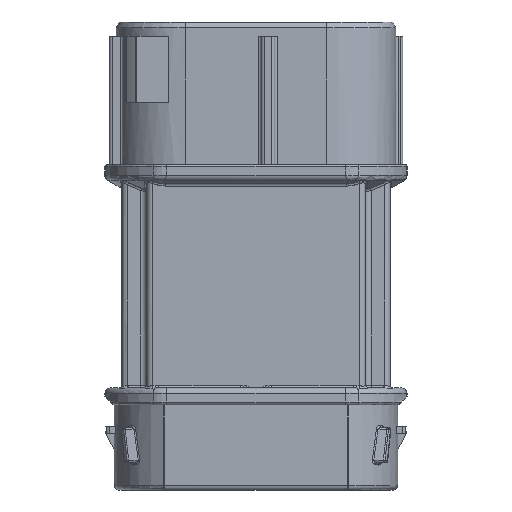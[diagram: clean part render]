
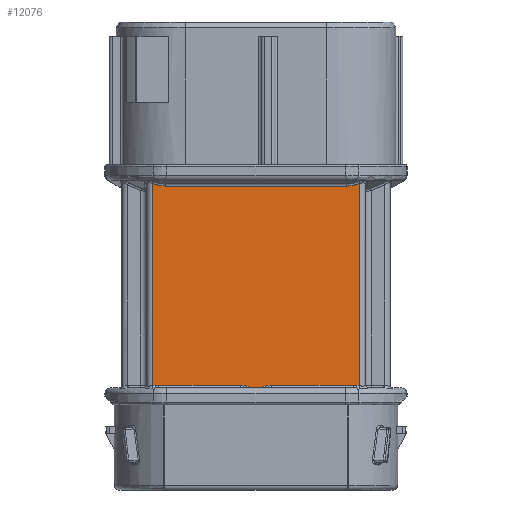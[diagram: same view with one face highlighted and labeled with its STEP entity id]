
A CAD part, front view. The second image highlights one B-rep face of the part: STEP entity #12076.
In plain terms, the highlighted planar face has unit normal (0, -1, 0).
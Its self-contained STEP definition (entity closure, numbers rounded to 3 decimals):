
#11596=B_SPLINE_CURVE_WITH_KNOTS('',3,(#44873,#44874,#44875,#44876),
 .UNSPECIFIED.,.F.,.F.,(4,4),(0.,1.),.UNSPECIFIED.);
#11597=B_SPLINE_CURVE_WITH_KNOTS('',3,(#44878,#44879,#44880,#44881),
 .UNSPECIFIED.,.F.,.F.,(4,4),(0.,1.),.UNSPECIFIED.);
#11598=B_SPLINE_CURVE_WITH_KNOTS('',3,(#44885,#44886,#44887,#44888),
 .UNSPECIFIED.,.F.,.F.,(4,4),(0.,1.),.UNSPECIFIED.);
#11599=B_SPLINE_CURVE_WITH_KNOTS('',3,(#44890,#44891,#44892,#44893),
 .UNSPECIFIED.,.F.,.F.,(4,4),(0.,1.),.UNSPECIFIED.);
#11600=B_SPLINE_CURVE_WITH_KNOTS('',3,(#44895,#44896,#44897,#44898),
 .UNSPECIFIED.,.F.,.F.,(4,4),(0.,1.),.UNSPECIFIED.);
#11601=B_SPLINE_CURVE_WITH_KNOTS('',3,(#44902,#44903,#44904,#44905),
 .UNSPECIFIED.,.F.,.F.,(4,4),(0.,1.),.UNSPECIFIED.);
#11602=B_SPLINE_CURVE_WITH_KNOTS('',3,(#44907,#44908,#44909,#44910),
 .UNSPECIFIED.,.F.,.F.,(4,4),(0.,1.),.UNSPECIFIED.);
#11603=B_SPLINE_CURVE_WITH_KNOTS('',3,(#44912,#44913,#44914,#44915),
 .UNSPECIFIED.,.F.,.F.,(4,4),(0.,1.),.UNSPECIFIED.);
#11604=B_SPLINE_CURVE_WITH_KNOTS('',3,(#44919,#44920,#44921,#44922),
 .UNSPECIFIED.,.F.,.F.,(4,4),(0.,1.),.UNSPECIFIED.);
#11605=B_SPLINE_CURVE_WITH_KNOTS('',3,(#44924,#44925,#44926,#44927),
 .UNSPECIFIED.,.F.,.F.,(4,4),(0.,1.),.UNSPECIFIED.);
#11606=B_SPLINE_CURVE_WITH_KNOTS('',3,(#44931,#44932,#44933,#44934),
 .UNSPECIFIED.,.F.,.F.,(4,4),(0.,1.),.UNSPECIFIED.);
#11607=B_SPLINE_CURVE_WITH_KNOTS('',3,(#44936,#44937,#44938,#44939),
 .UNSPECIFIED.,.F.,.F.,(4,4),(0.,1.),.UNSPECIFIED.);
#11608=B_SPLINE_CURVE_WITH_KNOTS('',3,(#44943,#44944,#44945,#44946),
 .UNSPECIFIED.,.F.,.F.,(4,4),(0.,1.),.UNSPECIFIED.);
#11609=B_SPLINE_CURVE_WITH_KNOTS('',3,(#44948,#44949,#44950,#44951),
 .UNSPECIFIED.,.F.,.F.,(4,4),(0.,1.),.UNSPECIFIED.);
#12076=ADVANCED_FACE('',(#14051),#13528,.F.);
#13528=PLANE('',#34577);
#14051=FACE_OUTER_BOUND('',#15507,.T.);
#15507=EDGE_LOOP('',(#20921,#20922,#20923,#20924,#20925,#20926,#20927,#20928,
#20929,#20930,#20931,#20932,#20933,#20934,#20935,#20936,#20937,#20938,#20939,
#20940));
#17187=LINE('',#44870,#18922);
#17188=LINE('',#44883,#18923);
#17189=LINE('',#44900,#18924);
#17190=LINE('',#44917,#18925);
#17191=LINE('',#44929,#18926);
#17192=LINE('',#44941,#18927);
#18922=VECTOR('',#37474,1.);
#18923=VECTOR('',#37475,1.);
#18924=VECTOR('',#37476,1.);
#18925=VECTOR('',#37477,1.);
#18926=VECTOR('',#37478,1.);
#18927=VECTOR('',#37479,1.);
#20921=ORIENTED_EDGE('',*,*,#30069,.T.);
#20922=ORIENTED_EDGE('',*,*,#30070,.T.);
#20923=ORIENTED_EDGE('',*,*,#30071,.T.);
#20924=ORIENTED_EDGE('',*,*,#30072,.T.);
#20925=ORIENTED_EDGE('',*,*,#30073,.T.);
#20926=ORIENTED_EDGE('',*,*,#30074,.T.);
#20927=ORIENTED_EDGE('',*,*,#30075,.F.);
#20928=ORIENTED_EDGE('',*,*,#30076,.T.);
#20929=ORIENTED_EDGE('',*,*,#30077,.F.);
#20930=ORIENTED_EDGE('',*,*,#30078,.T.);
#20931=ORIENTED_EDGE('',*,*,#30079,.T.);
#20932=ORIENTED_EDGE('',*,*,#30080,.T.);
#20933=ORIENTED_EDGE('',*,*,#30081,.T.);
#20934=ORIENTED_EDGE('',*,*,#30082,.T.);
#20935=ORIENTED_EDGE('',*,*,#30083,.T.);
#20936=ORIENTED_EDGE('',*,*,#30084,.T.);
#20937=ORIENTED_EDGE('',*,*,#30085,.T.);
#20938=ORIENTED_EDGE('',*,*,#30086,.T.);
#20939=ORIENTED_EDGE('',*,*,#30087,.T.);
#20940=ORIENTED_EDGE('',*,*,#30088,.T.);
#27922=VERTEX_POINT('',#44871);
#27923=VERTEX_POINT('',#44872);
#27924=VERTEX_POINT('',#44877);
#27925=VERTEX_POINT('',#44882);
#27926=VERTEX_POINT('',#44884);
#27927=VERTEX_POINT('',#44889);
#27928=VERTEX_POINT('',#44894);
#27929=VERTEX_POINT('',#44899);
#27930=VERTEX_POINT('',#44901);
#27931=VERTEX_POINT('',#44906);
#27932=VERTEX_POINT('',#44911);
#27933=VERTEX_POINT('',#44916);
#27934=VERTEX_POINT('',#44918);
#27935=VERTEX_POINT('',#44923);
#27936=VERTEX_POINT('',#44928);
#27937=VERTEX_POINT('',#44930);
#27938=VERTEX_POINT('',#44935);
#27939=VERTEX_POINT('',#44940);
#27940=VERTEX_POINT('',#44942);
#27941=VERTEX_POINT('',#44947);
#30069=EDGE_CURVE('',#27922,#27923,#17187,.T.);
#30070=EDGE_CURVE('',#27923,#27924,#11596,.T.);
#30071=EDGE_CURVE('',#27924,#27925,#11597,.T.);
#30072=EDGE_CURVE('',#27925,#27926,#17188,.T.);
#30073=EDGE_CURVE('',#27926,#27927,#11598,.T.);
#30074=EDGE_CURVE('',#27927,#27928,#11599,.T.);
#30075=EDGE_CURVE('',#27929,#27928,#11600,.T.);
#30076=EDGE_CURVE('',#27929,#27930,#17189,.T.);
#30077=EDGE_CURVE('',#27931,#27930,#11601,.T.);
#30078=EDGE_CURVE('',#27931,#27932,#11602,.T.);
#30079=EDGE_CURVE('',#27932,#27933,#11603,.T.);
#30080=EDGE_CURVE('',#27933,#27934,#17190,.T.);
#30081=EDGE_CURVE('',#27934,#27935,#11604,.T.);
#30082=EDGE_CURVE('',#27935,#27936,#11605,.T.);
#30083=EDGE_CURVE('',#27936,#27937,#17191,.T.);
#30084=EDGE_CURVE('',#27937,#27938,#11606,.T.);
#30085=EDGE_CURVE('',#27938,#27939,#11607,.T.);
#30086=EDGE_CURVE('',#27939,#27940,#17192,.T.);
#30087=EDGE_CURVE('',#27940,#27941,#11608,.T.);
#30088=EDGE_CURVE('',#27941,#27922,#11609,.T.);
#34577=AXIS2_PLACEMENT_3D('',#44952,#37480,#37481);
#37474=DIRECTION('',(0.,0.,-1.));
#37475=DIRECTION('',(1.,0.,0.));
#37476=DIRECTION('',(1.,0.,0.));
#37477=DIRECTION('',(1.,0.,0.));
#37478=DIRECTION('',(0.,0.,1.));
#37479=DIRECTION('',(-1.,0.,0.));
#37480=DIRECTION('',(0.,1.,0.));
#37481=DIRECTION('',(0.,0.,1.));
#44870=CARTESIAN_POINT('',(-11.35,-5.5,228.195));
#44871=CARTESIAN_POINT('',(-11.35,-5.5,21.71));
#44872=CARTESIAN_POINT('',(-11.35,-5.5,7.391));
#44873=CARTESIAN_POINT('',(-11.35,-5.5,7.391));
#44874=CARTESIAN_POINT('',(-11.285,-5.5,7.404));
#44875=CARTESIAN_POINT('',(-11.219,-5.5,7.413));
#44876=CARTESIAN_POINT('',(-11.154,-5.5,7.419));
#44877=CARTESIAN_POINT('',(-11.154,-5.5,7.419));
#44878=CARTESIAN_POINT('',(-11.154,-5.5,7.419));
#44879=CARTESIAN_POINT('',(-11.063,-5.5,7.428));
#44880=CARTESIAN_POINT('',(-10.972,-5.5,7.43));
#44881=CARTESIAN_POINT('',(-10.881,-5.5,7.43));
#44882=CARTESIAN_POINT('',(-10.881,-5.5,7.43));
#44883=CARTESIAN_POINT('',(-4.727,-5.5,7.43));
#44884=CARTESIAN_POINT('',(-5.119,-5.5,7.43));
#44885=CARTESIAN_POINT('',(-5.119,-5.5,7.43));
#44886=CARTESIAN_POINT('',(-5.028,-5.5,7.43));
#44887=CARTESIAN_POINT('',(-4.937,-5.5,7.428));
#44888=CARTESIAN_POINT('',(-4.846,-5.5,7.419));
#44889=CARTESIAN_POINT('',(-4.846,-5.5,7.419));
#44890=CARTESIAN_POINT('',(-4.846,-5.5,7.419));
#44891=CARTESIAN_POINT('',(-4.781,-5.5,7.413));
#44892=CARTESIAN_POINT('',(-4.715,-5.5,7.404));
#44893=CARTESIAN_POINT('',(-4.65,-5.5,7.391));
#44894=CARTESIAN_POINT('',(-4.65,-5.5,7.391));
#44895=CARTESIAN_POINT('',(-4.464,-5.5,7.23));
#44896=CARTESIAN_POINT('',(-4.527,-5.5,7.27));
#44897=CARTESIAN_POINT('',(-4.585,-5.5,7.325));
#44898=CARTESIAN_POINT('',(-4.65,-5.5,7.391));
#44899=CARTESIAN_POINT('',(-4.464,-5.5,7.23));
#44900=CARTESIAN_POINT('',(-5.676,-5.5,7.23));
#44901=CARTESIAN_POINT('',(-3.536,-5.5,7.23));
#44902=CARTESIAN_POINT('',(-3.35,-5.5,7.391));
#44903=CARTESIAN_POINT('',(-3.415,-5.5,7.325));
#44904=CARTESIAN_POINT('',(-3.473,-5.5,7.27));
#44905=CARTESIAN_POINT('',(-3.536,-5.5,7.23));
#44906=CARTESIAN_POINT('',(-3.35,-5.5,7.391));
#44907=CARTESIAN_POINT('',(-3.35,-5.5,7.391));
#44908=CARTESIAN_POINT('',(-3.285,-5.5,7.404));
#44909=CARTESIAN_POINT('',(-3.219,-5.5,7.413));
#44910=CARTESIAN_POINT('',(-3.154,-5.5,7.419));
#44911=CARTESIAN_POINT('',(-3.154,-5.5,7.419));
#44912=CARTESIAN_POINT('',(-3.154,-5.5,7.419));
#44913=CARTESIAN_POINT('',(-3.063,-5.5,7.428));
#44914=CARTESIAN_POINT('',(-2.972,-5.5,7.43));
#44915=CARTESIAN_POINT('',(-2.881,-5.5,7.43));
#44916=CARTESIAN_POINT('',(-2.881,-5.5,7.43));
#44917=CARTESIAN_POINT('',(3.273,-5.5,7.43));
#44918=CARTESIAN_POINT('',(2.881,-5.5,7.43));
#44919=CARTESIAN_POINT('',(2.881,-5.5,7.43));
#44920=CARTESIAN_POINT('',(2.972,-5.5,7.43));
#44921=CARTESIAN_POINT('',(3.063,-5.5,7.428));
#44922=CARTESIAN_POINT('',(3.154,-5.5,7.419));
#44923=CARTESIAN_POINT('',(3.154,-5.5,7.419));
#44924=CARTESIAN_POINT('',(3.154,-5.5,7.419));
#44925=CARTESIAN_POINT('',(3.219,-5.5,7.413));
#44926=CARTESIAN_POINT('',(3.285,-5.5,7.404));
#44927=CARTESIAN_POINT('',(3.35,-5.5,7.391));
#44928=CARTESIAN_POINT('',(3.35,-5.5,7.391));
#44929=CARTESIAN_POINT('',(3.35,-5.5,228.195));
#44930=CARTESIAN_POINT('',(3.35,-5.5,21.71));
#44931=CARTESIAN_POINT('',(3.35,-5.5,21.71));
#44932=CARTESIAN_POINT('',(3.221,-5.5,21.673));
#44933=CARTESIAN_POINT('',(3.092,-5.5,21.636));
#44934=CARTESIAN_POINT('',(2.963,-5.5,21.602));
#44935=CARTESIAN_POINT('',(2.963,-5.5,21.602));
#44936=CARTESIAN_POINT('',(2.963,-5.5,21.602));
#44937=CARTESIAN_POINT('',(2.788,-5.5,21.555));
#44938=CARTESIAN_POINT('',(2.606,-5.5,21.53));
#44939=CARTESIAN_POINT('',(2.425,-5.5,21.53));
#44940=CARTESIAN_POINT('',(2.425,-5.5,21.53));
#44941=CARTESIAN_POINT('',(-3.75,-5.5,21.53));
#44942=CARTESIAN_POINT('',(-10.425,-5.5,21.53));
#44943=CARTESIAN_POINT('',(-10.425,-5.5,21.53));
#44944=CARTESIAN_POINT('',(-10.606,-5.5,21.53));
#44945=CARTESIAN_POINT('',(-10.788,-5.5,21.555));
#44946=CARTESIAN_POINT('',(-10.963,-5.5,21.602));
#44947=CARTESIAN_POINT('',(-10.963,-5.5,21.602));
#44948=CARTESIAN_POINT('',(-10.963,-5.5,21.602));
#44949=CARTESIAN_POINT('',(-11.092,-5.5,21.636));
#44950=CARTESIAN_POINT('',(-11.221,-5.5,21.673));
#44951=CARTESIAN_POINT('',(-11.35,-5.5,21.71));
#44952=CARTESIAN_POINT('',(-3.75,-5.5,228.195));
